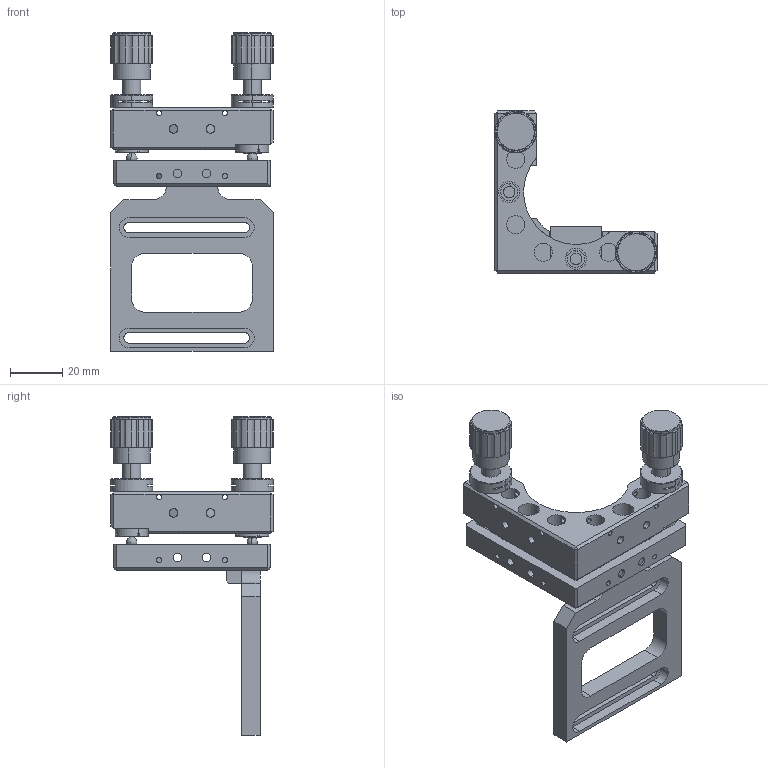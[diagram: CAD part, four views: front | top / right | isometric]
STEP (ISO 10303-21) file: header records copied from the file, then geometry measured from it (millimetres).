
FILE_DESCRIPTION (( 'STEP AP203' ), '1' );
FILE_NAME ('LM20-2-Q.step', '2019-05-14T08:05:39', ( 'User' ), ( 'User' ), 'SwSTEP 2.0', 'SolidWorks 2016', '' );
FILE_SCHEMA (( 'CONFIG_CONTROL_DESIGN' ));
Length unit declared in the file: millimetre
Products named in the file (1): LM20-2-Q
Bounding box: 62 x 62 x 121.8 mm (x, y, z)
Surface area: 30240.7 mm2 (no closed solid volume)
Topology: 0 solids, 29 shells, 443 faces, 1550 edges, 1109 vertices
Faces by surface type: plane 182, cylinder 169, cone 84, sphere 4, torus 4
Entity records: 17509 total; most frequent: CARTESIAN_POINT 4072, DIRECTION 2802, ORIENTED_EDGE 2568, EDGE_CURVE 1536, VERTEX_POINT 1103, AXIS2_PLACEMENT_3D 959, LINE 884, VECTOR 884
